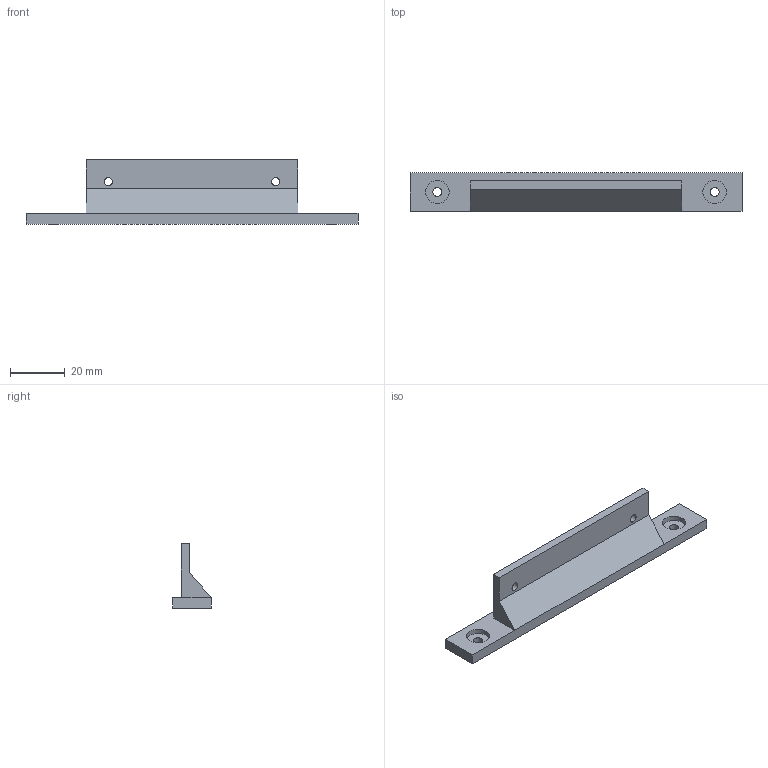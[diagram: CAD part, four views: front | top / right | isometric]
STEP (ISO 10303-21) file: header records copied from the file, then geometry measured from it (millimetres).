
FILE_DESCRIPTION(/* description */ (''),/* implementation_level */ '2;1');
FILE_NAME(/* name */ 'iMac HDD Holder v1.stp',/* time_stamp */ '2022-09-22T11:56:00+02:00',/* author */ (''),/* organization */ (''),/* preprocessor_version */ 'ST-DEVELOPER v19',/* originating_system */ 'Autodesk Translation Framework v11.7.0.108',/* authorisation */ '');
FILE_SCHEMA (('AUTOMOTIVE_DESIGN { 1 0 10303 214 3 1 1 }'));
Length unit declared in the file: millimetre
Products named in the file (1): iMac HDD Holder
Bounding box: 121 x 14 x 23.5 mm (x, y, z)
Volume: 13649.5 mm3; surface area: 7455.1 mm2
Topology: 1 solids, 1 shells, 24 faces, 52 edges, 34 vertices
Faces by surface type: plane 16, cylinder 8
Full cylindrical faces by diameter (mm): 3 x2, 3.3 x2, 8.5 x4
Entity records: 705 total; most frequent: DIRECTION 118, CARTESIAN_POINT 111, ORIENTED_EDGE 104, EDGE_CURVE 52, AXIS2_PLACEMENT_3D 41, EDGE_LOOP 36, LINE 36, VECTOR 36
